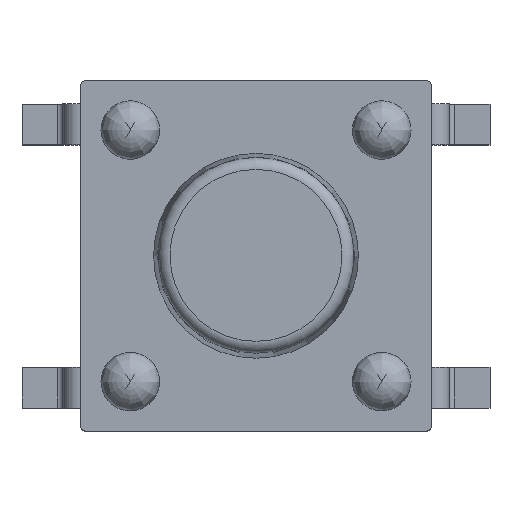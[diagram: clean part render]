
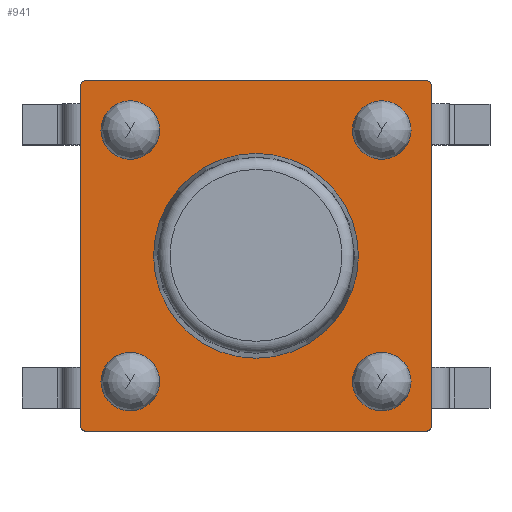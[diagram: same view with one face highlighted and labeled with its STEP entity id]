
A CAD part, top view. The second image highlights one B-rep face of the part: STEP entity #941.
In plain terms, the highlighted planar face has unit normal (0, 0, 1).
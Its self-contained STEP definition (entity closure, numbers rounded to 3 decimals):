
#941=ADVANCED_FACE('',(#2215,#2217,#2219,#2221,#2223,#2225),#2227,.T.);
#2215=FACE_BOUND('',#2216,.T.);
#2216=EDGE_LOOP('',(#2778,#2779,#2780,#2781,#2782,#2783,#2784,#2785));
#2217=FACE_BOUND('',#2218,.T.);
#2218=EDGE_LOOP('',(#2786));
#2219=FACE_BOUND('',#2220,.T.);
#2220=EDGE_LOOP('',(#2787));
#2221=FACE_BOUND('',#2222,.T.);
#2222=EDGE_LOOP('',(#2788));
#2223=FACE_BOUND('',#2224,.T.);
#2224=EDGE_LOOP('',(#2789));
#2225=FACE_BOUND('',#2226,.T.);
#2226=EDGE_LOOP('',(#2790));
#2227=PLANE('',#2228);
#2228=AXIS2_PLACEMENT_3D('',#2229,#2230,#2231);
#2229=CARTESIAN_POINT('',(0.,0.,3.5));
#2230=DIRECTION('',(0.,0.,1.));
#2231=DIRECTION('',(1.,0.,0.));
#2778=ORIENTED_EDGE('',*,*,#3052,.T.);
#2779=ORIENTED_EDGE('',*,*,#3053,.T.);
#2780=ORIENTED_EDGE('',*,*,#3054,.T.);
#2781=ORIENTED_EDGE('',*,*,#3055,.T.);
#2782=ORIENTED_EDGE('',*,*,#3056,.T.);
#2783=ORIENTED_EDGE('',*,*,#3057,.T.);
#2784=ORIENTED_EDGE('',*,*,#3058,.T.);
#2785=ORIENTED_EDGE('',*,*,#3059,.T.);
#2786=ORIENTED_EDGE('',*,*,#3060,.T.);
#2787=ORIENTED_EDGE('',*,*,#3061,.T.);
#2788=ORIENTED_EDGE('',*,*,#3062,.T.);
#2789=ORIENTED_EDGE('',*,*,#3063,.T.);
#2790=ORIENTED_EDGE('',*,*,#3064,.T.);
#3052=EDGE_CURVE('',#3442,#3443,#3444,.T.);
#3053=EDGE_CURVE('',#3443,#3445,#3446,.T.);
#3054=EDGE_CURVE('',#3445,#3447,#3448,.T.);
#3055=EDGE_CURVE('',#3447,#3449,#3450,.T.);
#3056=EDGE_CURVE('',#3449,#3451,#3452,.T.);
#3057=EDGE_CURVE('',#3451,#3453,#3454,.T.);
#3058=EDGE_CURVE('',#3453,#3455,#3456,.T.);
#3059=EDGE_CURVE('',#3455,#3442,#3457,.T.);
#3060=EDGE_CURVE('',#3458,#3458,#3459,.F.);
#3061=EDGE_CURVE('',#3460,#3460,#3461,.F.);
#3062=EDGE_CURVE('',#3462,#3462,#3463,.F.);
#3063=EDGE_CURVE('',#3464,#3464,#3465,.F.);
#3064=EDGE_CURVE('',#3466,#3466,#3467,.F.);
#3442=VERTEX_POINT('',#4335);
#3443=VERTEX_POINT('',#4336);
#3444=CIRCLE('',#4337,0.1);
#3445=VERTEX_POINT('',#4341);
#3446=LINE('',#4342,#4343);
#3447=VERTEX_POINT('',#4345);
#3448=CIRCLE('',#4346,0.1);
#3449=VERTEX_POINT('',#4350);
#3450=LINE('',#4351,#4352);
#3451=VERTEX_POINT('',#4354);
#3452=CIRCLE('',#4355,0.1);
#3453=VERTEX_POINT('',#4359);
#3454=LINE('',#4360,#4361);
#3455=VERTEX_POINT('',#4363);
#3456=CIRCLE('',#4364,0.1);
#3457=LINE('',#4368,#4369);
#3458=VERTEX_POINT('',#4371);
#3459=CIRCLE('',#4372,1.75);
#3460=VERTEX_POINT('',#4376);
#3461=CIRCLE('',#4377,0.4);
#3462=VERTEX_POINT('',#4381);
#3463=CIRCLE('',#4382,0.4);
#3464=VERTEX_POINT('',#4386);
#3465=CIRCLE('',#4387,0.4);
#3466=VERTEX_POINT('',#4391);
#3467=CIRCLE('',#4392,0.4);
#4335=CARTESIAN_POINT('',(2.9,-3.,3.5));
#4336=CARTESIAN_POINT('',(3.,-2.9,3.5));
#4337=AXIS2_PLACEMENT_3D('',#4338,#4339,#4340);
#4338=CARTESIAN_POINT('',(2.9,-2.9,3.5));
#4339=DIRECTION('',(0.,0.,1.));
#4340=DIRECTION('',(0.,-1.,0.));
#4341=CARTESIAN_POINT('',(3.,2.9,3.5));
#4342=CARTESIAN_POINT('',(3.,-2.9,3.5));
#4343=VECTOR('',#4344,1.);
#4344=DIRECTION('',(0.,1.,0.));
#4345=CARTESIAN_POINT('',(2.9,3.,3.5));
#4346=AXIS2_PLACEMENT_3D('',#4347,#4348,#4349);
#4347=CARTESIAN_POINT('',(2.9,2.9,3.5));
#4348=DIRECTION('',(0.,0.,1.));
#4349=DIRECTION('',(1.,0.,0.));
#4350=CARTESIAN_POINT('',(-2.9,3.,3.5));
#4351=CARTESIAN_POINT('',(2.9,3.,3.5));
#4352=VECTOR('',#4353,1.);
#4353=DIRECTION('',(-1.,0.,0.));
#4354=CARTESIAN_POINT('',(-3.,2.9,3.5));
#4355=AXIS2_PLACEMENT_3D('',#4356,#4357,#4358);
#4356=CARTESIAN_POINT('',(-2.9,2.9,3.5));
#4357=DIRECTION('',(0.,0.,1.));
#4358=DIRECTION('',(0.,1.,0.));
#4359=CARTESIAN_POINT('',(-3.,-2.9,3.5));
#4360=CARTESIAN_POINT('',(-3.,2.9,3.5));
#4361=VECTOR('',#4362,1.);
#4362=DIRECTION('',(0.,-1.,0.));
#4363=CARTESIAN_POINT('',(-2.9,-3.,3.5));
#4364=AXIS2_PLACEMENT_3D('',#4365,#4366,#4367);
#4365=CARTESIAN_POINT('',(-2.9,-2.9,3.5));
#4366=DIRECTION('',(0.,0.,1.));
#4367=DIRECTION('',(-1.,0.,0.));
#4368=CARTESIAN_POINT('',(-2.9,-3.,3.5));
#4369=VECTOR('',#4370,1.);
#4370=DIRECTION('',(1.,0.,0.));
#4371=CARTESIAN_POINT('',(1.75,0.,3.5));
#4372=AXIS2_PLACEMENT_3D('',#4373,#4374,#4375);
#4373=CARTESIAN_POINT('',(0.,0.,3.5));
#4374=DIRECTION('',(0.,0.,1.));
#4375=DIRECTION('',(1.,0.,0.));
#4376=CARTESIAN_POINT('',(-1.75,2.15,3.5));
#4377=AXIS2_PLACEMENT_3D('',#4378,#4379,#4380);
#4378=CARTESIAN_POINT('',(-2.15,2.15,3.5));
#4379=DIRECTION('',(0.,0.,1.));
#4380=DIRECTION('',(1.,0.,0.));
#4381=CARTESIAN_POINT('',(2.55,2.15,3.5));
#4382=AXIS2_PLACEMENT_3D('',#4383,#4384,#4385);
#4383=CARTESIAN_POINT('',(2.15,2.15,3.5));
#4384=DIRECTION('',(0.,0.,1.));
#4385=DIRECTION('',(1.,0.,0.));
#4386=CARTESIAN_POINT('',(2.55,-2.15,3.5));
#4387=AXIS2_PLACEMENT_3D('',#4388,#4389,#4390);
#4388=CARTESIAN_POINT('',(2.15,-2.15,3.5));
#4389=DIRECTION('',(0.,0.,1.));
#4390=DIRECTION('',(1.,0.,0.));
#4391=CARTESIAN_POINT('',(-1.75,-2.15,3.5));
#4392=AXIS2_PLACEMENT_3D('',#4393,#4394,#4395);
#4393=CARTESIAN_POINT('',(-2.15,-2.15,3.5));
#4394=DIRECTION('',(0.,0.,1.));
#4395=DIRECTION('',(1.,0.,0.));
